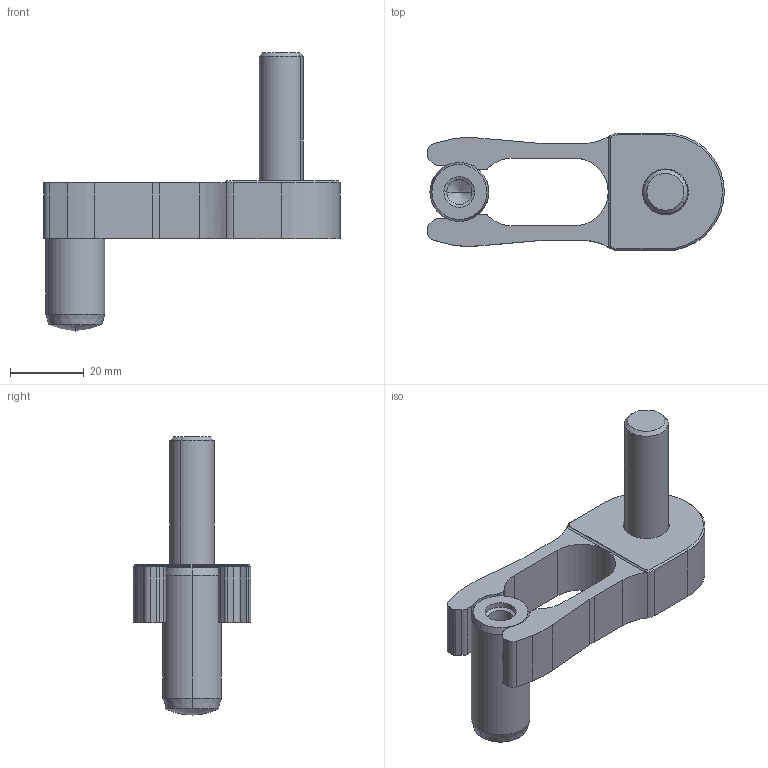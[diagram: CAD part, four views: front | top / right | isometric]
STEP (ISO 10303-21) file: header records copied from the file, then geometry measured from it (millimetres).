
FILE_DESCRIPTION (( 'STEP AP203' ), '1' );
FILE_NAME ('rc328016.stp', '2022-04-06T15:32:18', ( '' ), ( '' ), 'SwSTEP 2.0', 'SolidWorks 2019', '' );
FILE_SCHEMA (( 'CONFIG_CONTROL_DESIGN' ));
Length unit declared in the file: millimetre
Products named in the file (4): 9RC328016; rc328016; 1PCR79791640_ISO 8735-16x40-A-St; 1DIN79911250_DIN 7991 - M12 x 50 --- 50C
Assembly tree (3 placements, depth 2):
  rc328016
    9RC328016
    1PCR79791640_ISO 8735-16x40-A-St
    1DIN79911250_DIN 7991 - M12 x 50 --- 50C
Bounding box: 80.6 x 32 x 75.6 mm (x, y, z)
Volume: 32638.8 mm3; surface area: 13416.5 mm2
Topology: 3 solids, 3 shells, 105 faces, 260 edges, 159 vertices
Faces by surface type: cylinder 41, plane 39, cone 21, sphere 2, torus 2
Entity records: 3511 total; most frequent: DIRECTION 581, CARTESIAN_POINT 550, ORIENTED_EDGE 512, EDGE_CURVE 256, AXIS2_PLACEMENT_3D 218, VERTEX_POINT 159, LINE 145, VECTOR 145
